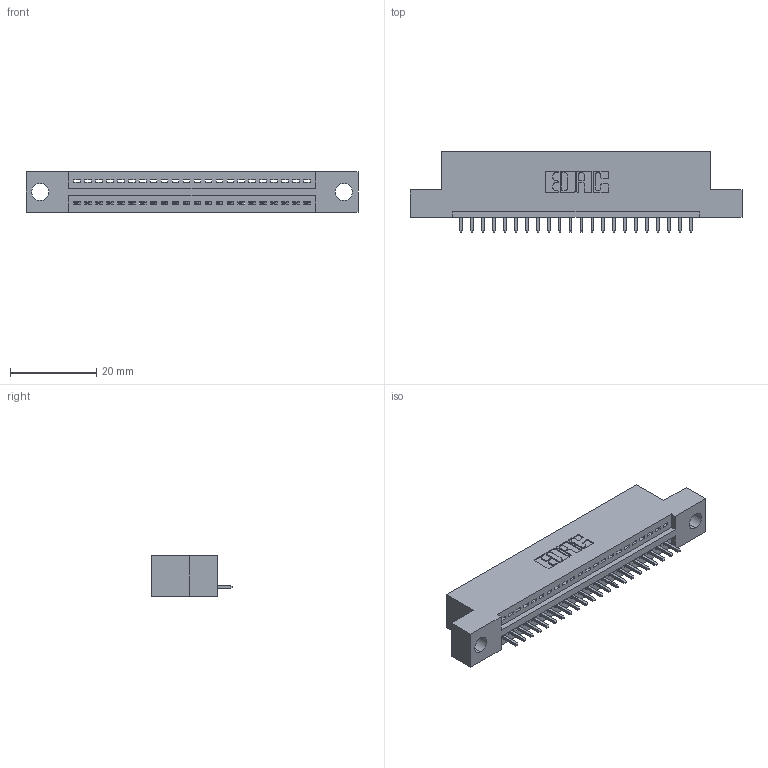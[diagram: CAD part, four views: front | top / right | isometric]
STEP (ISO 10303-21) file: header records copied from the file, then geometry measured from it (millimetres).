
FILE_DESCRIPTION (( 'STEP AP203' ), '1' );
FILE_NAME ('395-022-521-104.STEP', '2018-11-08T00:40:34', ( '' ), ( '' ), 'SwSTEP 2.0', 'SolidWorks 2016', '' );
FILE_SCHEMA (( 'CONFIG_CONTROL_DESIGN' ));
Length unit declared in the file: inch
Products named in the file (3): 345 Part_Flush Mounting Lugs - 0.156 Dia-TH; 345-292-001_345-293-121; 395-022-521-104
Assembly tree (23 placements, depth 2):
  395-022-521-104
    345 Part_Flush Mounting Lugs - 0.156 Dia-TH
    345-292-001_345-293-121  x22
Bounding box: 77.09 x 18.72 x 9.4 mm (x, y, z)
Volume: 7007.7 mm3; surface area: 8604.8 mm2
Topology: 23 solids, 23 shells, 1402 faces, 4213 edges, 2778 vertices
Faces by surface type: plane 960, cylinder 442
Entity records: 19271 total; most frequent: CARTESIAN_POINT 3346, ORIENTED_EDGE 3302, DIRECTION 2951, EDGE_CURVE 1651, LINE 1431, VECTOR 1431, VERTEX_POINT 1098, AXIS2_PLACEMENT_3D 760
